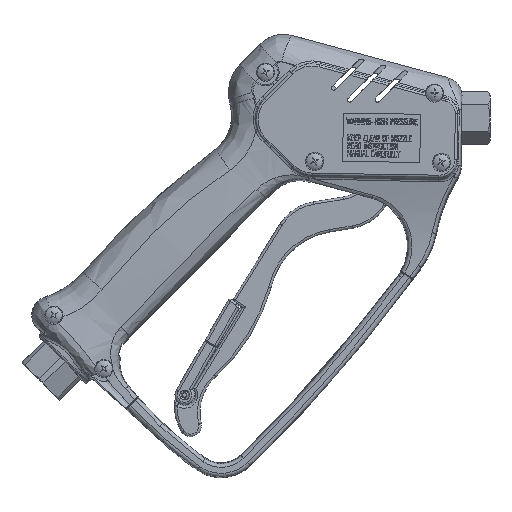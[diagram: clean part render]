
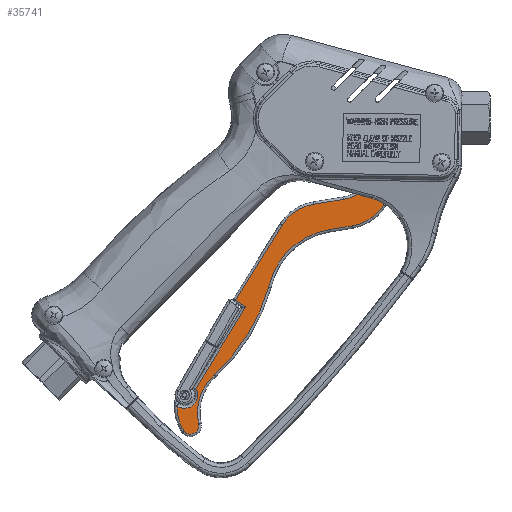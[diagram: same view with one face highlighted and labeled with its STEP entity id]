
A CAD part, front view. The second image highlights one B-rep face of the part: STEP entity #35741.
In plain terms, the highlighted planar face has unit normal (0, -1, 0).
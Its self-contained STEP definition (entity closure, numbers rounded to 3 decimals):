
#966=LINE('',#50137,#2757);
#967=LINE('',#50139,#2758);
#968=LINE('',#50141,#2759);
#969=LINE('',#50149,#2760);
#970=LINE('',#50161,#2761);
#971=LINE('',#50169,#2762);
#972=LINE('',#50177,#2763);
#973=LINE('',#50209,#2764);
#974=LINE('',#50219,#2765);
#2757=VECTOR('',#41674,1000.);
#2758=VECTOR('',#41677,1000.);
#2759=VECTOR('',#41680,1000.);
#2760=VECTOR('',#41691,1000.);
#2761=VECTOR('',#41700,1000.);
#2762=VECTOR('',#41711,1000.);
#2763=VECTOR('',#41722,1000.);
#2764=VECTOR('',#41745,1000.);
#2765=VECTOR('',#41752,1000.);
#4741=PLANE('',#38329);
#6189=CIRCLE('',#38234,19.);
#6192=CIRCLE('',#38239,16.);
#6194=CIRCLE('',#38243,5.);
#6197=CIRCLE('',#38248,19.);
#6200=CIRCLE('',#38253,31.);
#6201=CIRCLE('',#38255,79.);
#6202=CIRCLE('',#38257,21.);
#6203=CIRCLE('',#38259,3.5);
#6205=CIRCLE('',#38263,19.);
#6207=CIRCLE('',#38267,5.5);
#6212=CIRCLE('',#38330,2.25);
#8344=ORIENTED_EDGE('',*,*,#18770,.T.);
#8345=ORIENTED_EDGE('',*,*,#18589,.T.);
#8346=ORIENTED_EDGE('',*,*,#18587,.T.);
#8347=ORIENTED_EDGE('',*,*,#18586,.T.);
#8348=ORIENTED_EDGE('',*,*,#18584,.T.);
#8349=ORIENTED_EDGE('',*,*,#18582,.T.);
#8350=ORIENTED_EDGE('',*,*,#18580,.T.);
#8351=ORIENTED_EDGE('',*,*,#18578,.T.);
#8352=ORIENTED_EDGE('',*,*,#18576,.T.);
#8353=ORIENTED_EDGE('',*,*,#18574,.T.);
#8354=ORIENTED_EDGE('',*,*,#18572,.T.);
#8355=ORIENTED_EDGE('',*,*,#18570,.T.);
#8356=ORIENTED_EDGE('',*,*,#18568,.T.);
#8357=ORIENTED_EDGE('',*,*,#18566,.T.);
#8358=ORIENTED_EDGE('',*,*,#18564,.T.);
#8359=ORIENTED_EDGE('',*,*,#18562,.T.);
#8360=ORIENTED_EDGE('',*,*,#18560,.T.);
#8361=ORIENTED_EDGE('',*,*,#18558,.T.);
#8362=ORIENTED_EDGE('',*,*,#18557,.T.);
#8363=ORIENTED_EDGE('',*,*,#18556,.T.);
#18556=EDGE_CURVE('',#23916,#23917,#966,.T.);
#18557=EDGE_CURVE('',#23777,#23916,#967,.T.);
#18558=EDGE_CURVE('',#23918,#23777,#968,.F.);
#18560=EDGE_CURVE('',#23919,#23918,#6189,.T.);
#18562=EDGE_CURVE('',#23920,#23919,#969,.F.);
#18564=EDGE_CURVE('',#23921,#23920,#6192,.F.);
#18566=EDGE_CURVE('',#23922,#23921,#970,.F.);
#18568=EDGE_CURVE('',#23923,#23922,#6194,.T.);
#18570=EDGE_CURVE('',#23924,#23923,#971,.F.);
#18572=EDGE_CURVE('',#23925,#23924,#6197,.T.);
#18574=EDGE_CURVE('',#23926,#23925,#972,.F.);
#18576=EDGE_CURVE('',#23927,#23926,#6200,.F.);
#18578=EDGE_CURVE('',#23928,#23927,#6201,.T.);
#18580=EDGE_CURVE('',#23929,#23928,#6202,.F.);
#18582=EDGE_CURVE('',#23930,#23929,#6203,.T.);
#18584=EDGE_CURVE('',#23931,#23930,#973,.F.);
#18586=EDGE_CURVE('',#23807,#23931,#6205,.T.);
#18587=EDGE_CURVE('',#23932,#23807,#974,.T.);
#18589=EDGE_CURVE('',#23917,#23932,#6207,.F.);
#18770=EDGE_CURVE('',#24063,#24063,#6212,.T.);
#23777=VERTEX_POINT('',#49158);
#23807=VERTEX_POINT('',#49254);
#23916=VERTEX_POINT('',#50130);
#23917=VERTEX_POINT('',#50136);
#23918=VERTEX_POINT('',#50142);
#23919=VERTEX_POINT('',#50146);
#23920=VERTEX_POINT('',#50150);
#23921=VERTEX_POINT('',#50154);
#23922=VERTEX_POINT('',#50162);
#23923=VERTEX_POINT('',#50166);
#23924=VERTEX_POINT('',#50170);
#23925=VERTEX_POINT('',#50174);
#23926=VERTEX_POINT('',#50178);
#23927=VERTEX_POINT('',#50182);
#23928=VERTEX_POINT('',#50190);
#23929=VERTEX_POINT('',#50198);
#23930=VERTEX_POINT('',#50206);
#23931=VERTEX_POINT('',#50210);
#23932=VERTEX_POINT('',#50220);
#24063=VERTEX_POINT('',#52835);
#30600=EDGE_LOOP('',(#8344));
#30601=EDGE_LOOP('',(#8345,#8346,#8347,#8348,#8349,#8350,#8351,#8352,#8353,
#8354,#8355,#8356,#8357,#8358,#8359,#8360,#8361,#8362,#8363));
#33189=FACE_BOUND('',#30600,.T.);
#33190=FACE_BOUND('',#30601,.T.);
#35741=ADVANCED_FACE('',(#33189,#33190),#4741,.T.);
#38234=AXIS2_PLACEMENT_3D('',#50145,#41685,#41686);
#38239=AXIS2_PLACEMENT_3D('',#50153,#41696,#41697);
#38243=AXIS2_PLACEMENT_3D('',#50165,#41705,#41706);
#38248=AXIS2_PLACEMENT_3D('',#50173,#41716,#41717);
#38253=AXIS2_PLACEMENT_3D('',#50181,#41727,#41728);
#38255=AXIS2_PLACEMENT_3D('',#50189,#41731,#41732);
#38257=AXIS2_PLACEMENT_3D('',#50197,#41735,#41736);
#38259=AXIS2_PLACEMENT_3D('',#50205,#41739,#41740);
#38263=AXIS2_PLACEMENT_3D('',#50217,#41748,#41749);
#38267=AXIS2_PLACEMENT_3D('',#50223,#41757,#41758);
#38329=AXIS2_PLACEMENT_3D('',#52833,#41934,#41935);
#38330=AXIS2_PLACEMENT_3D('',#52834,#41936,#41937);
#41674=DIRECTION('',(-0.524,0.,-0.852));
#41677=DIRECTION('',(0.848,0.,-0.53));
#41680=DIRECTION('',(0.53,0.,0.848));
#41685=DIRECTION('',(0.,-1.,0.));
#41686=DIRECTION('',(0.996,0.,-0.087));
#41691=DIRECTION('',(0.987,0.,0.162));
#41696=DIRECTION('',(0.,-1.,0.));
#41697=DIRECTION('',(0.996,0.,-0.087));
#41700=DIRECTION('',(0.53,0.,0.848));
#41705=DIRECTION('',(0.,-1.,0.));
#41706=DIRECTION('',(0.996,0.,-0.087));
#41711=DIRECTION('',(-0.53,0.,-0.848));
#41716=DIRECTION('',(0.,-1.,0.));
#41717=DIRECTION('',(0.996,0.,-0.087));
#41722=DIRECTION('',(-0.987,0.,-0.162));
#41727=DIRECTION('',(0.,-1.,0.));
#41728=DIRECTION('',(0.996,0.,-0.087));
#41731=DIRECTION('',(0.,-1.,0.));
#41732=DIRECTION('',(0.996,0.,-0.087));
#41735=DIRECTION('',(0.,-1.,0.));
#41736=DIRECTION('',(0.996,0.,-0.087));
#41739=DIRECTION('',(0.,-1.,0.));
#41740=DIRECTION('',(0.996,0.,-0.087));
#41745=DIRECTION('',(-0.694,0.,0.72));
#41748=DIRECTION('',(0.,-1.,0.));
#41749=DIRECTION('',(0.996,0.,-0.087));
#41752=DIRECTION('',(-0.834,0.,0.552));
#41757=DIRECTION('',(0.,-1.,0.));
#41758=DIRECTION('',(0.996,0.,-0.087));
#41934=DIRECTION('',(0.,-1.,0.));
#41935=DIRECTION('',(0.996,0.,-0.087));
#41936=DIRECTION('',(0.,1.,0.));
#41937=DIRECTION('',(-0.53,0.,-0.848));
#49158=CARTESIAN_POINT('',(-90.657,-7.5,-75.558));
#49254=CARTESIAN_POINT('',(-114.823,-7.5,-119.295));
#50130=CARTESIAN_POINT('',(-86.263,-7.5,-78.303));
#50136=CARTESIAN_POINT('',(-106.936,-7.5,-111.947));
#50137=CARTESIAN_POINT('',(-48.977,-7.5,-17.625));
#50139=CARTESIAN_POINT('',(-86.19,-7.5,-78.349));
#50141=CARTESIAN_POINT('',(-52.916,-7.5,-15.159));
#50142=CARTESIAN_POINT('',(-71.213,-7.5,-44.441));
#50145=CARTESIAN_POINT('',(-55.1,-7.5,-54.509));
#50146=CARTESIAN_POINT('',(-58.177,-7.5,-35.76));
#50149=CARTESIAN_POINT('',(-45.858,-7.5,-33.739));
#50150=CARTESIAN_POINT('',(-45.858,-7.5,-33.739));
#50153=CARTESIAN_POINT('',(-48.449,-7.5,-17.95));
#50154=CARTESIAN_POINT('',(-34.361,-7.5,-25.535));
#50161=CARTESIAN_POINT('',(-34.908,-7.5,-26.411));
#50162=CARTESIAN_POINT('',(-27.463,-7.5,-14.496));
#50165=CARTESIAN_POINT('',(-23.223,-7.5,-17.145));
#50166=CARTESIAN_POINT('',(-18.982,-7.5,-19.795));
#50169=CARTESIAN_POINT('',(-26.428,-7.5,-31.71));
#50170=CARTESIAN_POINT('',(-29.129,-7.5,-36.034));
#50173=CARTESIAN_POINT('',(-45.242,-7.5,-25.965));
#50174=CARTESIAN_POINT('',(-42.166,-7.5,-44.715));
#50177=CARTESIAN_POINT('',(-44.008,-7.5,-45.017));
#50178=CARTESIAN_POINT('',(-51.533,-7.5,-46.252));
#50181=CARTESIAN_POINT('',(-46.514,-7.5,-76.843));
#50182=CARTESIAN_POINT('',(-76.811,-7.5,-70.278));
#50189=CARTESIAN_POINT('',(-152.68,-7.5,-48.256));
#50190=CARTESIAN_POINT('',(-99.254,-7.5,-106.452));
#50197=CARTESIAN_POINT('',(-85.289,-7.5,-122.136));
#50198=CARTESIAN_POINT('',(-105.732,-7.5,-126.942));
#50205=CARTESIAN_POINT('',(-109.174,-7.5,-127.575));
#50206=CARTESIAN_POINT('',(-111.693,-7.5,-130.005));
#50209=CARTESIAN_POINT('',(-137.186,-7.5,-103.589));
#50210=CARTESIAN_POINT('',(-111.97,-7.5,-129.717));
#50217=CARTESIAN_POINT('',(-95.827,-7.5,-119.698));
#50219=CARTESIAN_POINT('',(-115.313,-7.5,-118.971));
#50220=CARTESIAN_POINT('',(-114.667,-7.5,-119.398));
#50223=CARTESIAN_POINT('',(-111.631,-7.5,-114.812));
#52833=CARTESIAN_POINT('',(-48.449,-7.5,-17.95));
#52834=CARTESIAN_POINT('',(-23.223,-7.5,-17.145));
#52835=CARTESIAN_POINT('',(-24.415,-7.5,-19.054));
